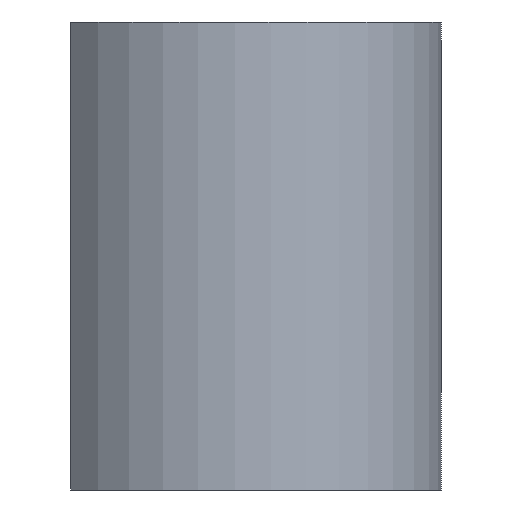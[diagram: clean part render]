
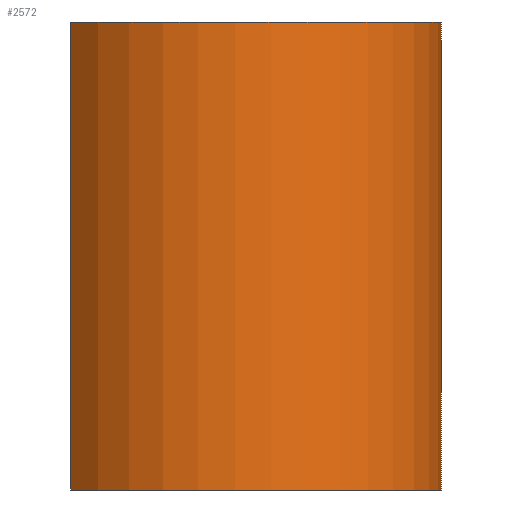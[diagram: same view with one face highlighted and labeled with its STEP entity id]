
A CAD part, front view. The second image highlights one B-rep face of the part: STEP entity #2572.
In plain terms, the highlighted cylindrical face has radius 11 mm (diameter 22 mm), a partial arc.
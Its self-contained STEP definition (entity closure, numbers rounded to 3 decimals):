
#17=CYLINDRICAL_SURFACE('',#2727,11.);
#136=FACE_OUTER_BOUND('',#299,.T.);
#299=EDGE_LOOP('',(#1968,#1969,#1970,#1971,#1972));
#420=CIRCLE('',#2678,11.);
#429=CIRCLE('',#2728,11.);
#446=LINE('',#3490,#781);
#474=LINE('',#3554,#809);
#608=LINE('',#3839,#943);
#781=VECTOR('',#2854,10.);
#809=VECTOR('',#2902,10.);
#943=VECTOR('',#3102,10.);
#1106=VERTEX_POINT('',#3457);
#1111=VERTEX_POINT('',#3467);
#1119=VERTEX_POINT('',#3488);
#1145=VERTEX_POINT('',#3552);
#1263=VERTEX_POINT('',#3838);
#1351=EDGE_CURVE('',#1106,#1111,#420,.T.);
#1361=EDGE_CURVE('',#1119,#1111,#446,.T.);
#1391=EDGE_CURVE('',#1145,#1119,#474,.T.);
#1538=EDGE_CURVE('',#1106,#1263,#608,.T.);
#1539=EDGE_CURVE('',#1263,#1145,#429,.T.);
#1968=ORIENTED_EDGE('',*,*,#1538,.F.);
#1969=ORIENTED_EDGE('',*,*,#1351,.T.);
#1970=ORIENTED_EDGE('',*,*,#1361,.F.);
#1971=ORIENTED_EDGE('',*,*,#1391,.F.);
#1972=ORIENTED_EDGE('',*,*,#1539,.F.);
#2572=ADVANCED_FACE('',(#136),#17,.T.);
#2678=AXIS2_PLACEMENT_3D('',#3469,#2834,#2835);
#2727=AXIS2_PLACEMENT_3D('',#3837,#3100,#3101);
#2728=AXIS2_PLACEMENT_3D('',#3840,#3103,#3104);
#2834=DIRECTION('center_axis',(0.,0.,1.));
#2835=DIRECTION('ref_axis',(-0.727,-0.686,0.));
#2854=DIRECTION('',(0.,0.,-1.));
#2902=DIRECTION('',(0.,0.,-1.));
#3100=DIRECTION('center_axis',(0.,0.,1.));
#3101=DIRECTION('ref_axis',(1.,0.,0.));
#3102=DIRECTION('',(0.,0.,1.));
#3103=DIRECTION('center_axis',(0.,0.,1.));
#3104=DIRECTION('ref_axis',(1.,0.,0.));
#3457=CARTESIAN_POINT('',(-8.,-7.55,-27.));
#3467=CARTESIAN_POINT('',(11.,0.,-27.));
#3469=CARTESIAN_POINT('Origin',(0.,0.,-27.));
#3488=CARTESIAN_POINT('',(11.,0.,-23.));
#3490=CARTESIAN_POINT('',(11.,0.,-23.));
#3552=CARTESIAN_POINT('',(11.,0.,-3.));
#3554=CARTESIAN_POINT('',(11.,0.,0.));
#3837=CARTESIAN_POINT('Origin',(0.,0.,0.));
#3838=CARTESIAN_POINT('',(-8.,-7.55,-3.));
#3839=CARTESIAN_POINT('',(-8.,-7.55,0.));
#3840=CARTESIAN_POINT('Origin',(0.,0.,-3.));
